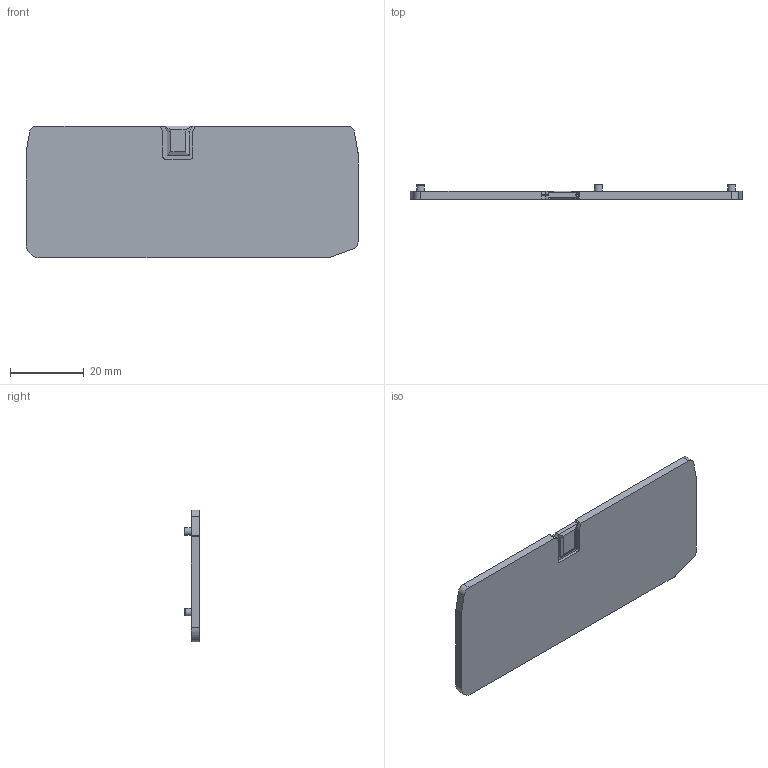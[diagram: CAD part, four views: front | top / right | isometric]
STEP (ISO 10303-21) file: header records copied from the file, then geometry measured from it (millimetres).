
FILE_DESCRIPTION( ( 'STEP AP214' ), '1' );
FILE_NAME( '零件1.stp', '2022-12-19T09:01:18', ( ' ' ), ( ' ' ), 'XStep 1.0', ' ', ' ' );
FILE_SCHEMA( ( 'CONFIG_CONTROL_DESIGN) ( )' ) );
Length unit declared in the file: metre
Products named in the file (1): 1
Bounding box: 90.3 x 4 x 35.9 mm (x, y, z)
Volume: 7034 mm3; surface area: 7064.8 mm2
Topology: 1 solids, 1 shells, 66 faces, 173 edges, 112 vertices
Faces by surface type: plane 48, cylinder 17, torus 1
Full cylindrical faces by diameter (mm): 2.05 x4
Entity records: 2494 total; most frequent: CARTESIAN_POINT 339, DIRECTION 332, ORIENTED_EDGE 328, EDGE_CURVE 164, LINE 130, VECTOR 130, VERTEX_POINT 108, AXIS2_PLACEMENT_3D 101
